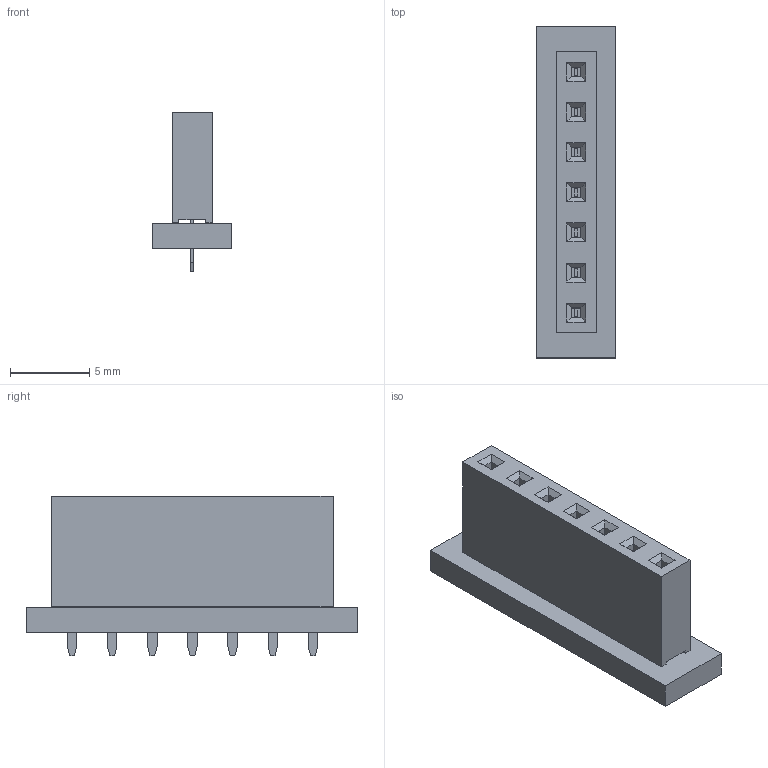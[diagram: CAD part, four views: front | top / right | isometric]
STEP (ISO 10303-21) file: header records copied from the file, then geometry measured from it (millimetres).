
FILE_DESCRIPTION(('KiCad electronic assembly'),'2;1');
FILE_NAME('bus.stp','2018-05-23T22:24:12',('An Author'),('A Company'), 'Open CASCADE STEP processor 6.9','KiCad to STEP converter','Unknown' );
FILE_SCHEMA(('AUTOMOTIVE_DESIGN { 1 0 10303 214 1 1 1 1 }'));
Length unit declared in the file: millimetre
Products named in the file (4): Open CASCADE STEP translator 6.9 1; PinSocket_1x07_P2.54mm_Vertical; SOLID; COMPOUND
Assembly tree (3 placements, depth 3):
  Open CASCADE STEP translator 6.9 1
    PinSocket_1x07_P2.54mm_Vertical
      SOLID
    COMPOUND
Bounding box: 5 x 21 x 10.1 mm (x, y, z)
Volume: 456.5 mm3; surface area: 842.9 mm2
Topology: 2 solids, 2 shells, 240 faces, 617 edges, 402 vertices
Faces by surface type: plane 233, cylinder 7
Full cylindrical faces by diameter (mm): 1 x7
Entity records: 16875 total; most frequent: CARTESIAN_POINT 2581, DIRECTION 2339, LINE 1823, VECTOR 1823, ORIENTED_EDGE 1234, PCURVE 1234, DEFINITIONAL_REPRESENTATION 1234, EDGE_CURVE 617
